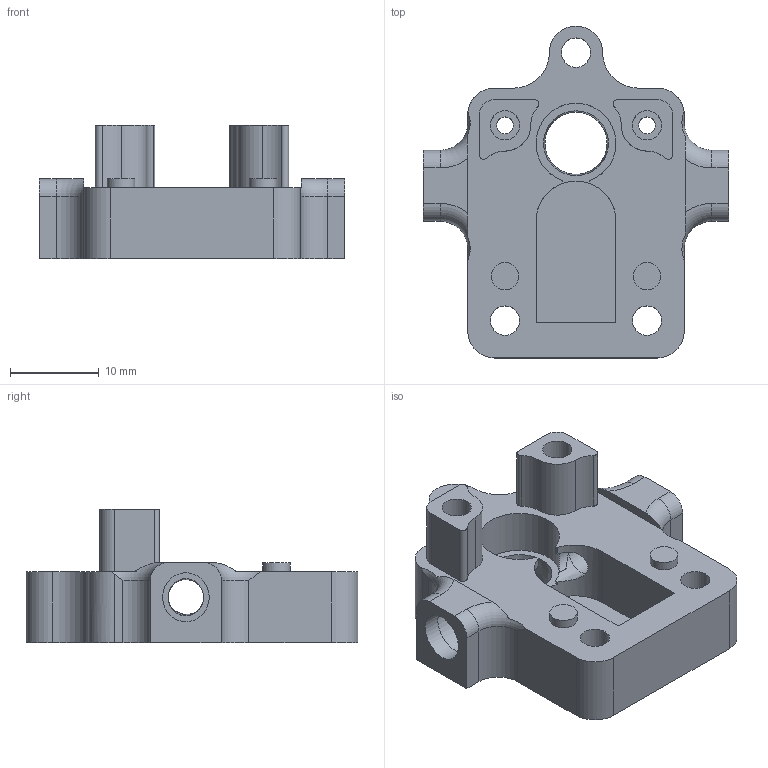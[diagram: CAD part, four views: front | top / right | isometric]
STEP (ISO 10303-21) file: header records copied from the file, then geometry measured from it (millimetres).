
FILE_DESCRIPTION(/* description */ ('STEP AP242','CAx-IF Rec.Pracs.---Representation and Presentation of Product Manufacturing Information (PMI)---4.0---2014-10-13','CAx-IF Rec.Pracs.---3D Tessellated Geometry---0.4---2014-09-14','2;1'),/* implementation_level */ '2;1');
FILE_NAME(/* name */ '6397521078003933d49519fb',/* time_stamp */ '2022-12-12T16:08:49+00:00',/* author */ (''),/* organization */ (''),/* preprocessor_version */ 'ST-DEVELOPER v18.102',/* originating_system */ ' ',/* authorisation */ ' ');
FILE_SCHEMA (('AP242_MANAGED_MODEL_BASED_3D_ENGINEERING_MIM_LF { 1 0 10303 442 1 1 4 }'));
Length unit declared in the file: metre
Products named in the file (1): Lo-Fi Base - mag V2
Bounding box: 34.4 x 37.4 x 15 mm (x, y, z)
Volume: 5193.6 mm3; surface area: 4387 mm2
Topology: 1 solids, 1 shells, 103 faces, 265 edges, 174 vertices
Faces by surface type: plane 47, cylinder 41, bspline 10, torus 4, cone 1
Full cylindrical faces by diameter (mm): 1.9 x2, 3.1 x2, 3.3 x5, 6.5 x1
Entity records: 3498 total; most frequent: CARTESIAN_POINT 1049, ORIENTED_EDGE 494, DIRECTION 486, EDGE_CURVE 247, AXIS2_PLACEMENT_3D 190, VERTEX_POINT 173, EDGE_LOOP 146, FACE_BOUND 146
